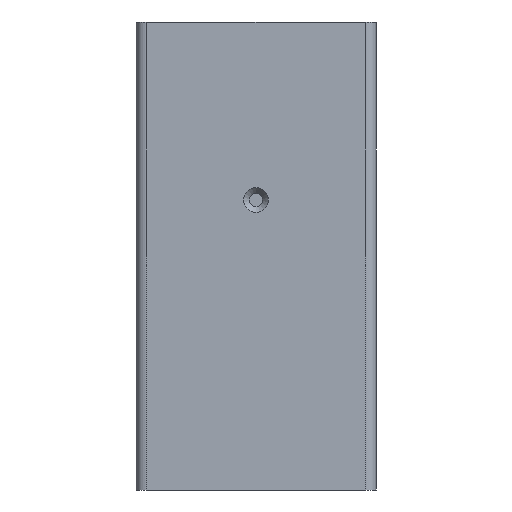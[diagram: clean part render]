
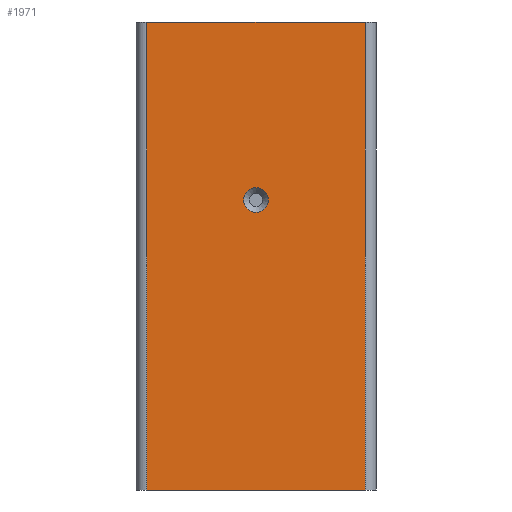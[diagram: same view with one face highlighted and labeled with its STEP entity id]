
A CAD part, left-side view. The second image highlights one B-rep face of the part: STEP entity #1971.
In plain terms, the highlighted planar face has unit normal (-1, 0, 0).
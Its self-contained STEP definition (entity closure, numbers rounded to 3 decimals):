
#246 = PLANE('',#247);
#247 = AXIS2_PLACEMENT_3D('',#248,#249,#250);
#248 = CARTESIAN_POINT('',(-60.,30.,-27.5));
#249 = DIRECTION('',(0.,0.,-1.));
#250 = DIRECTION('',(0.,-1.,0.));
#302 = PLANE('',#303);
#303 = AXIS2_PLACEMENT_3D('',#304,#305,#306);
#304 = CARTESIAN_POINT('',(-60.,30.,89.5));
#305 = DIRECTION('',(0.,0.,-1.));
#306 = DIRECTION('',(0.,-1.,0.));
#772 = EDGE_CURVE('',#773,#775,#777,.T.);
#773 = VERTEX_POINT('',#774);
#774 = CARTESIAN_POINT('',(-120.,2.7,-27.5));
#775 = VERTEX_POINT('',#776);
#776 = CARTESIAN_POINT('',(-120.,57.3,-27.5));
#777 = SURFACE_CURVE('',#778,(#782,#789),.PCURVE_S1.);
#778 = LINE('',#779,#780);
#779 = CARTESIAN_POINT('',(-120.,2.7,-27.5));
#780 = VECTOR('',#781,1.);
#781 = DIRECTION('',(0.,1.,0.));
#782 = PCURVE('',#246,#783);
#783 = DEFINITIONAL_REPRESENTATION('',(#784),#788);
#784 = LINE('',#785,#786);
#785 = CARTESIAN_POINT('',(27.3,60.));
#786 = VECTOR('',#787,1.);
#787 = DIRECTION('',(-1.,0.));
#788 = ( GEOMETRIC_REPRESENTATION_CONTEXT(2) 
PARAMETRIC_REPRESENTATION_CONTEXT() REPRESENTATION_CONTEXT('2D SPACE',''
  ) );
#789 = PCURVE('',#790,#795);
#790 = PLANE('',#791);
#791 = AXIS2_PLACEMENT_3D('',#792,#793,#794);
#792 = CARTESIAN_POINT('',(-120.,2.7,-27.5));
#793 = DIRECTION('',(-1.,0.,0.));
#794 = DIRECTION('',(0.,1.,0.));
#795 = DEFINITIONAL_REPRESENTATION('',(#796),#800);
#796 = LINE('',#797,#798);
#797 = CARTESIAN_POINT('',(0.,0.));
#798 = VECTOR('',#799,1.);
#799 = DIRECTION('',(1.,0.));
#800 = ( GEOMETRIC_REPRESENTATION_CONTEXT(2) 
PARAMETRIC_REPRESENTATION_CONTEXT() REPRESENTATION_CONTEXT('2D SPACE',''
  ) );
#823 = CYLINDRICAL_SURFACE('',#824,2.7);
#824 = AXIS2_PLACEMENT_3D('',#825,#826,#827);
#825 = CARTESIAN_POINT('',(-117.3,57.3,-27.5));
#826 = DIRECTION('',(-0.,-0.,-1.));
#827 = DIRECTION('',(1.,0.,0.));
#1043 = CYLINDRICAL_SURFACE('',#1044,2.7);
#1044 = AXIS2_PLACEMENT_3D('',#1045,#1046,#1047);
#1045 = CARTESIAN_POINT('',(-117.3,2.7,-27.5));
#1046 = DIRECTION('',(-0.,-0.,-1.));
#1047 = DIRECTION('',(1.,0.,0.));
#1468 = EDGE_CURVE('',#1469,#1471,#1473,.T.);
#1469 = VERTEX_POINT('',#1470);
#1470 = CARTESIAN_POINT('',(-120.,2.7,89.5));
#1471 = VERTEX_POINT('',#1472);
#1472 = CARTESIAN_POINT('',(-120.,57.3,89.5));
#1473 = SURFACE_CURVE('',#1474,(#1478,#1485),.PCURVE_S1.);
#1474 = LINE('',#1475,#1476);
#1475 = CARTESIAN_POINT('',(-120.,2.7,89.5));
#1476 = VECTOR('',#1477,1.);
#1477 = DIRECTION('',(0.,1.,0.));
#1478 = PCURVE('',#302,#1479);
#1479 = DEFINITIONAL_REPRESENTATION('',(#1480),#1484);
#1480 = LINE('',#1481,#1482);
#1481 = CARTESIAN_POINT('',(27.3,60.));
#1482 = VECTOR('',#1483,1.);
#1483 = DIRECTION('',(-1.,0.));
#1484 = ( GEOMETRIC_REPRESENTATION_CONTEXT(2) 
PARAMETRIC_REPRESENTATION_CONTEXT() REPRESENTATION_CONTEXT('2D SPACE',''
  ) );
#1485 = PCURVE('',#790,#1486);
#1486 = DEFINITIONAL_REPRESENTATION('',(#1487),#1491);
#1487 = LINE('',#1488,#1489);
#1488 = CARTESIAN_POINT('',(0.,-117.));
#1489 = VECTOR('',#1490,1.);
#1490 = DIRECTION('',(1.,0.));
#1491 = ( GEOMETRIC_REPRESENTATION_CONTEXT(2) 
PARAMETRIC_REPRESENTATION_CONTEXT() REPRESENTATION_CONTEXT('2D SPACE',''
  ) );
#1971 = ADVANCED_FACE('',(#1972,#2018),#790,.T.);
#1972 = FACE_BOUND('',#1973,.T.);
#1973 = EDGE_LOOP('',(#1974,#1995,#1996,#2017));
#1974 = ORIENTED_EDGE('',*,*,#1975,.T.);
#1975 = EDGE_CURVE('',#773,#1469,#1976,.T.);
#1976 = SURFACE_CURVE('',#1977,(#1981,#1988),.PCURVE_S1.);
#1977 = LINE('',#1978,#1979);
#1978 = CARTESIAN_POINT('',(-120.,2.7,-27.5));
#1979 = VECTOR('',#1980,1.);
#1980 = DIRECTION('',(0.,0.,1.));
#1981 = PCURVE('',#790,#1982);
#1982 = DEFINITIONAL_REPRESENTATION('',(#1983),#1987);
#1983 = LINE('',#1984,#1985);
#1984 = CARTESIAN_POINT('',(0.,0.));
#1985 = VECTOR('',#1986,1.);
#1986 = DIRECTION('',(0.,-1.));
#1987 = ( GEOMETRIC_REPRESENTATION_CONTEXT(2) 
PARAMETRIC_REPRESENTATION_CONTEXT() REPRESENTATION_CONTEXT('2D SPACE',''
  ) );
#1988 = PCURVE('',#1043,#1989);
#1989 = DEFINITIONAL_REPRESENTATION('',(#1990),#1994);
#1990 = LINE('',#1991,#1992);
#1991 = CARTESIAN_POINT('',(-3.142,0.));
#1992 = VECTOR('',#1993,1.);
#1993 = DIRECTION('',(-0.,-1.));
#1994 = ( GEOMETRIC_REPRESENTATION_CONTEXT(2) 
PARAMETRIC_REPRESENTATION_CONTEXT() REPRESENTATION_CONTEXT('2D SPACE',''
  ) );
#1995 = ORIENTED_EDGE('',*,*,#1468,.T.);
#1996 = ORIENTED_EDGE('',*,*,#1997,.F.);
#1997 = EDGE_CURVE('',#775,#1471,#1998,.T.);
#1998 = SURFACE_CURVE('',#1999,(#2003,#2010),.PCURVE_S1.);
#1999 = LINE('',#2000,#2001);
#2000 = CARTESIAN_POINT('',(-120.,57.3,-27.5));
#2001 = VECTOR('',#2002,1.);
#2002 = DIRECTION('',(0.,0.,1.));
#2003 = PCURVE('',#790,#2004);
#2004 = DEFINITIONAL_REPRESENTATION('',(#2005),#2009);
#2005 = LINE('',#2006,#2007);
#2006 = CARTESIAN_POINT('',(54.6,0.));
#2007 = VECTOR('',#2008,1.);
#2008 = DIRECTION('',(0.,-1.));
#2009 = ( GEOMETRIC_REPRESENTATION_CONTEXT(2) 
PARAMETRIC_REPRESENTATION_CONTEXT() REPRESENTATION_CONTEXT('2D SPACE',''
  ) );
#2010 = PCURVE('',#823,#2011);
#2011 = DEFINITIONAL_REPRESENTATION('',(#2012),#2016);
#2012 = LINE('',#2013,#2014);
#2013 = CARTESIAN_POINT('',(-3.142,0.));
#2014 = VECTOR('',#2015,1.);
#2015 = DIRECTION('',(-0.,-1.));
#2016 = ( GEOMETRIC_REPRESENTATION_CONTEXT(2) 
PARAMETRIC_REPRESENTATION_CONTEXT() REPRESENTATION_CONTEXT('2D SPACE',''
  ) );
#2017 = ORIENTED_EDGE('',*,*,#772,.F.);
#2018 = FACE_BOUND('',#2019,.T.);
#2019 = EDGE_LOOP('',(#2020));
#2020 = ORIENTED_EDGE('',*,*,#2021,.F.);
#2021 = EDGE_CURVE('',#2022,#2022,#2024,.T.);
#2022 = VERTEX_POINT('',#2023);
#2023 = CARTESIAN_POINT('',(-120.,30.,48.1));
#2024 = SURFACE_CURVE('',#2025,(#2030,#2037),.PCURVE_S1.);
#2025 = CIRCLE('',#2026,3.1);
#2026 = AXIS2_PLACEMENT_3D('',#2027,#2028,#2029);
#2027 = CARTESIAN_POINT('',(-120.,30.,45.));
#2028 = DIRECTION('',(-1.,0.,0.));
#2029 = DIRECTION('',(0.,0.,1.));
#2030 = PCURVE('',#790,#2031);
#2031 = DEFINITIONAL_REPRESENTATION('',(#2032),#2036);
#2032 = CIRCLE('',#2033,3.1);
#2033 = AXIS2_PLACEMENT_2D('',#2034,#2035);
#2034 = CARTESIAN_POINT('',(27.3,-72.5));
#2035 = DIRECTION('',(0.,-1.));
#2036 = ( GEOMETRIC_REPRESENTATION_CONTEXT(2) 
PARAMETRIC_REPRESENTATION_CONTEXT() REPRESENTATION_CONTEXT('2D SPACE',''
  ) );
#2037 = PCURVE('',#2038,#2043);
#2038 = CONICAL_SURFACE('',#2039,3.1,0.709);
#2039 = AXIS2_PLACEMENT_3D('',#2040,#2041,#2042);
#2040 = CARTESIAN_POINT('',(-120.,30.,45.));
#2041 = DIRECTION('',(-1.,0.,0.));
#2042 = DIRECTION('',(0.,0.,1.));
#2043 = DEFINITIONAL_REPRESENTATION('',(#2044),#2048);
#2044 = LINE('',#2045,#2046);
#2045 = CARTESIAN_POINT('',(0.,0.));
#2046 = VECTOR('',#2047,1.);
#2047 = DIRECTION('',(1.,-0.));
#2048 = ( GEOMETRIC_REPRESENTATION_CONTEXT(2) 
PARAMETRIC_REPRESENTATION_CONTEXT() REPRESENTATION_CONTEXT('2D SPACE',''
  ) );
